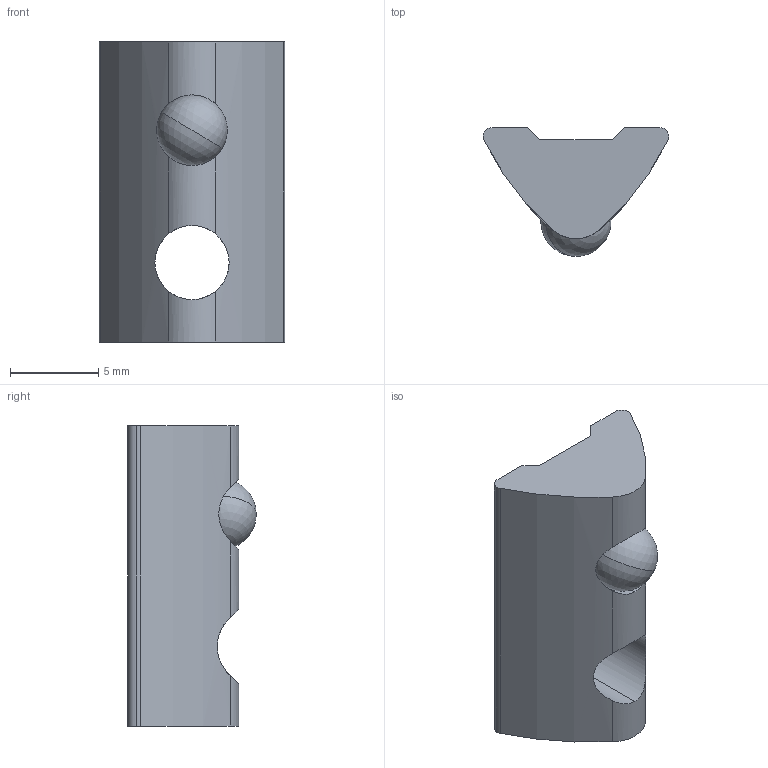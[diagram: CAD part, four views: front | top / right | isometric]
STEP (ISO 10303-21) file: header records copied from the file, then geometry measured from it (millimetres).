
FILE_DESCRIPTION (( 'STEP AP214' ), '1' );
FILE_NAME ('096235e.STEP', '2016-06-27T11:33:01', ( '' ), ( '' ), 'SwSTEP 2.0', 'SolidWorks 2016', '' );
FILE_SCHEMA (( 'AUTOMOTIVE_DESIGN' ));
Length unit declared in the file: millimetre
Products named in the file (4): 340me081; 340me083_Feder belastet; 096233r01_096 235 E R01; 096235e
Assembly tree (3 placements, depth 2):
  096235e
    096233r01_096 235 E R01
    340me083_Feder belastet
    340me081
Bounding box: 10.5 x 7.3 x 17 mm (x, y, z)
Volume: 593.5 mm3; surface area: 736.8 mm2
Topology: 3 solids, 3 shells, 33 faces, 94 edges, 61 vertices
Faces by surface type: cylinder 12, plane 11, torus 6, bspline 2, sphere 2
Entity records: 1709 total; most frequent: CARTESIAN_POINT 738, DIRECTION 181, ORIENTED_EDGE 178, EDGE_CURVE 89, AXIS2_PLACEMENT_3D 75, VERTEX_POINT 58, CIRCLE 38, EDGE_LOOP 35
